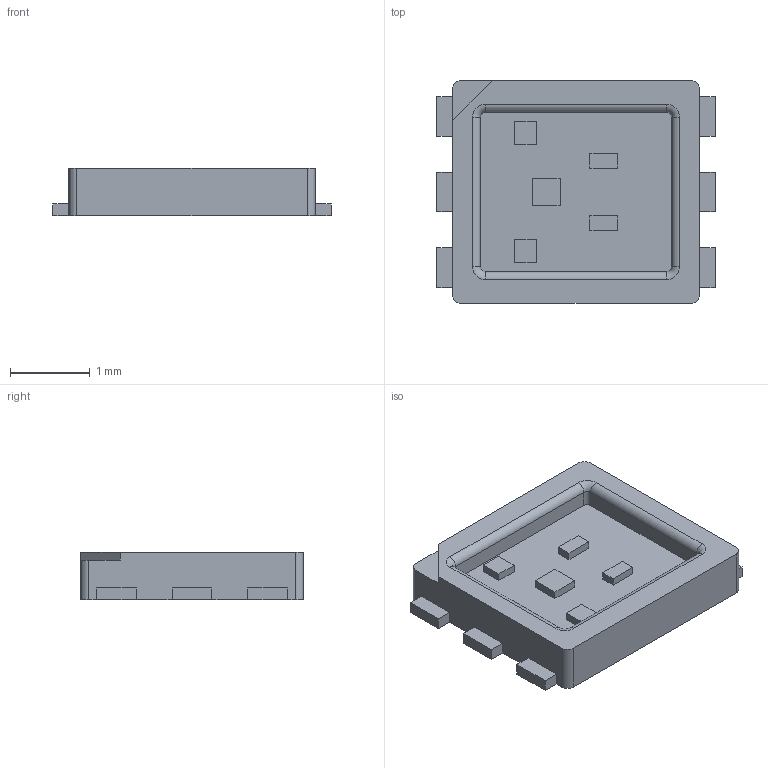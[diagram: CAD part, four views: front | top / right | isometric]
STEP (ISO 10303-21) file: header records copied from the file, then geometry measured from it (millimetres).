
FILE_DESCRIPTION(('FreeCAD Model'),'2;1');
FILE_NAME('SMLVN6.step', '2021-03-11T21:43:12',('Author'),(''), 'Open CASCADE STEP processor 7.3','FreeCAD','Unknown');
FILE_SCHEMA(('AUTOMOTIVE_DESIGN { 1 0 10303 214 1 1 1 1 }'));
Length unit declared in the file: millimetre
Products named in the file (1): SMLVN6
Bounding box: 3.5 x 2.8 x 0.6 mm (x, y, z)
Volume: 3.9 mm3; surface area: 28.7 mm2
Topology: 1 solids, 1 shells, 90 faces, 226 edges, 144 vertices
Faces by surface type: plane 74, cylinder 12, torus 4
Entity records: 6196 total; most frequent: CARTESIAN_POINT 1039, DIRECTION 817, LINE 574, VECTOR 574, ORIENTED_EDGE 452, PCURVE 452, DEFINITIONAL_REPRESENTATION 452, EDGE_CURVE 226
